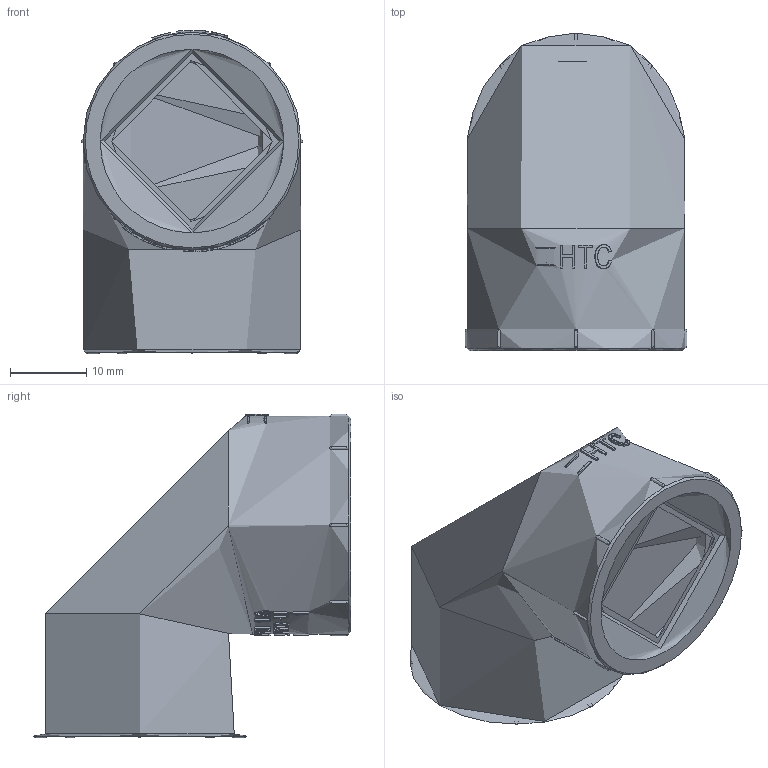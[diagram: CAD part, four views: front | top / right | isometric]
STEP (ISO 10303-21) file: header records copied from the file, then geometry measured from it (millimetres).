
FILE_DESCRIPTION(/* description */ (''),/* implementation_level */ '2;1');
FILE_NAME(/* name */ 'Z6B020020.stp',/* time_stamp */ '2025-02-10T09:16:02+08:00',/* author */ (''),/* organization */ (''),/* preprocessor_version */ 'ST-DEVELOPER v16',/* originating_system */ 'SIEMENS PLM Software NX 10.0',/* authorisation */ '');
FILE_SCHEMA (('AUTOMOTIVE_DESIGN { 1 0 10303 214 3 1 1 1 }'));
Length unit declared in the file: millimetre
Products named in the file (1): gelv13106AE0fyd2
Bounding box: 28.93 x 41.55 x 42.32 mm (x, y, z)
Volume: 17005.4 mm3; surface area: 9924.4 mm2
Topology: 1 solids, 1 shells, 1985 faces, 5720 edges, 3764 vertices
Faces by surface type: bspline 1654, plane 161, cylinder 134, sphere 32, torus 4
Full cylindrical faces by diameter (mm): 20.955 x18, 24 x2, 28.5 x2
Entity records: 116187 total; most frequent: CARTESIAN_POINT 68182, ORIENTED_EDGE 11236, DIRECTION 9620, EDGE_CURVE 5618, AXIS2_PLACEMENT_3D 3840, VERTEX_POINT 3724, ELLIPSE 3251, EDGE_LOOP 2042
